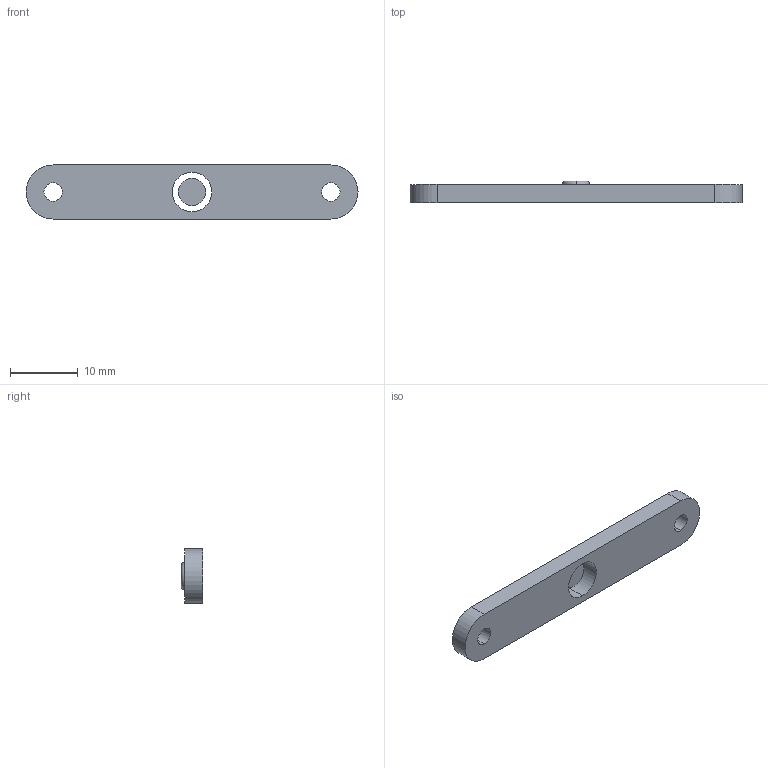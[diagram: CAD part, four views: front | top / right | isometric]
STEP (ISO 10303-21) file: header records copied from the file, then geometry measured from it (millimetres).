
FILE_DESCRIPTION (( 'STEP AP203' ), '1' );
FILE_NAME ('Hitec Servo Arm Alluminium Dual_Default_sldprt.STEP', '2019-04-05T22:48:55', ( '' ), ( '' ), 'SwSTEP 2.0', 'SolidWorks 2018', '' );
FILE_SCHEMA (( 'CONFIG_CONTROL_DESIGN' ));
Length unit declared in the file: millimetre
Products named in the file (1): Hitec Servo Arm Alluminium Dual_Default_sldprt
Bounding box: 49 x 3.2 x 8 mm (x, y, z)
Volume: 935.7 mm3; surface area: 1110 mm2
Topology: 2 solids, 2 shells, 38 faces, 84 edges, 50 vertices
Faces by surface type: plane 26, cylinder 10, torus 2
Entity records: 1123 total; most frequent: DIRECTION 194, CARTESIAN_POINT 173, ORIENTED_EDGE 168, EDGE_CURVE 84, AXIS2_PLACEMENT_3D 71, LINE 52, VECTOR 52, VERTEX_POINT 50
